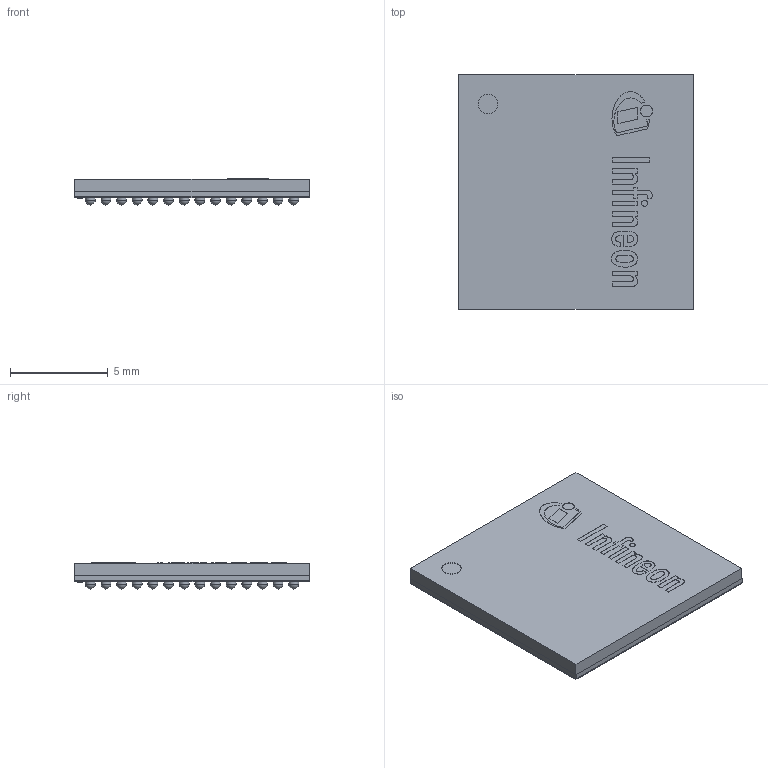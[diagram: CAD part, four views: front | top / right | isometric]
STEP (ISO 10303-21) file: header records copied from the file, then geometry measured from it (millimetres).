
FILE_DESCRIPTION(/* description */ (''),/* implementation_level */ '2;1');
FILE_NAME(/* name */ 'PG-LFBGA-148-2_Z8B00163791_V01_3D.stp',/* time_stamp */ '2021-04-28T15:12:15+06:00',/* author */ ('janartha'),/* organization */ (''),/* preprocessor_version */ 'ST-DEVELOPER v16.13',/* originating_system */ 'AutoCAD Mechanical',/* authorisation */ '');
FILE_SCHEMA (('AUTOMOTIVE_DESIGN { 1 0 10303 214 3 1 1 }'));
Length unit declared in the file: millimetre
Products named in the file (1): Product
Bounding box: 12 x 12 x 1.33 mm (x, y, z)
Volume: 146.3 mm3; surface area: 1038.1 mm2
Topology: 165 solids, 165 shells, 587 faces, 1212 edges, 808 vertices
Faces by surface type: plane 265, cylinder 154, sphere 148, bspline 20
Full cylindrical faces by diameter (mm): 0.303 x1, 0.5 x148, 0.607 x1, 1 x2
Entity records: 11518 total; most frequent: CARTESIAN_POINT 2224, DIRECTION 2020, ORIENTED_EDGE 1232, AXIS2_PLACEMENT_3D 876, EDGE_LOOP 744, EDGE_CURVE 616, FACE_OUTER_BOUND 587, ADVANCED_FACE 587
